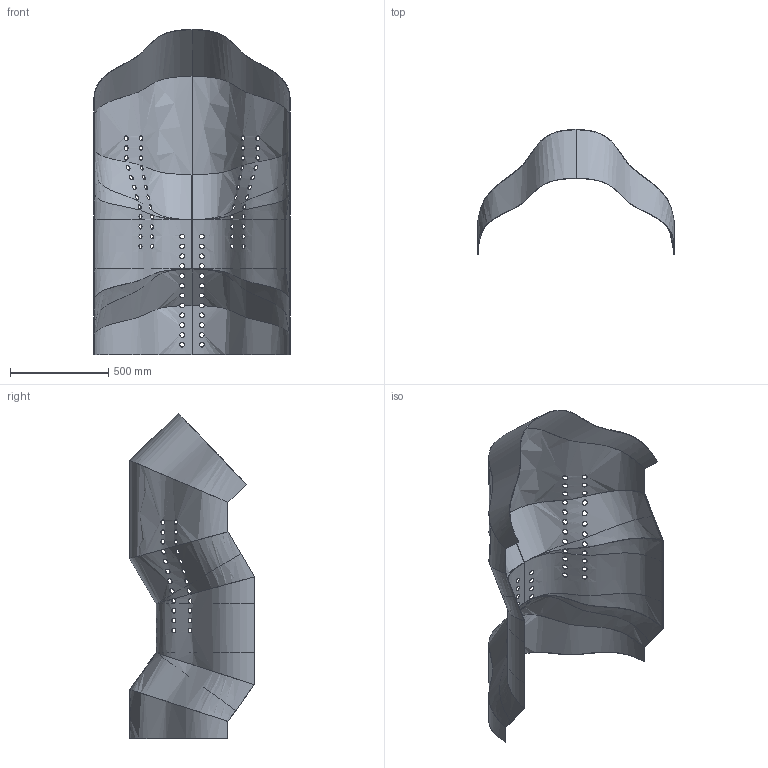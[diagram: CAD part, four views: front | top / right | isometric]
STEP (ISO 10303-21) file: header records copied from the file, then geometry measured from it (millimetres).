
FILE_DESCRIPTION(/* description */ (''),/* implementation_level */ '2;1');
FILE_NAME(/* name */ 'application_engineer_hw',/* time_stamp */ '2022-08-03T19:45:03-07:00',/* author */ (''),/* organization */ (''),/* preprocessor_version */ 'ST-DEVELOPER v16.5',/* originating_system */ '',/* authorisation */ '');
FILE_SCHEMA (('AUTOMOTIVE_DESIGN'));
Length unit declared in the file: millimetre
Products named in the file (1): Document
Bounding box: 1000 x 635 x 1653 mm (x, y, z)
Volume: 4771877.1 mm3; surface area: 5001850.3 mm2
Topology: 1 solids, 1 shells, 192 faces, 568 edges, 366 vertices
Faces by surface type: bspline 192
Entity records: 22042 total; most frequent: CARTESIAN_POINT 18626, ORIENTED_EDGE 1136, EDGE_CURVE 568, B_SPLINE_CURVE_WITH_KNOTS 424, VERTEX_POINT 366, EDGE_LOOP 324, ADVANCED_FACE 192, FACE_OUTER_BOUND 192
